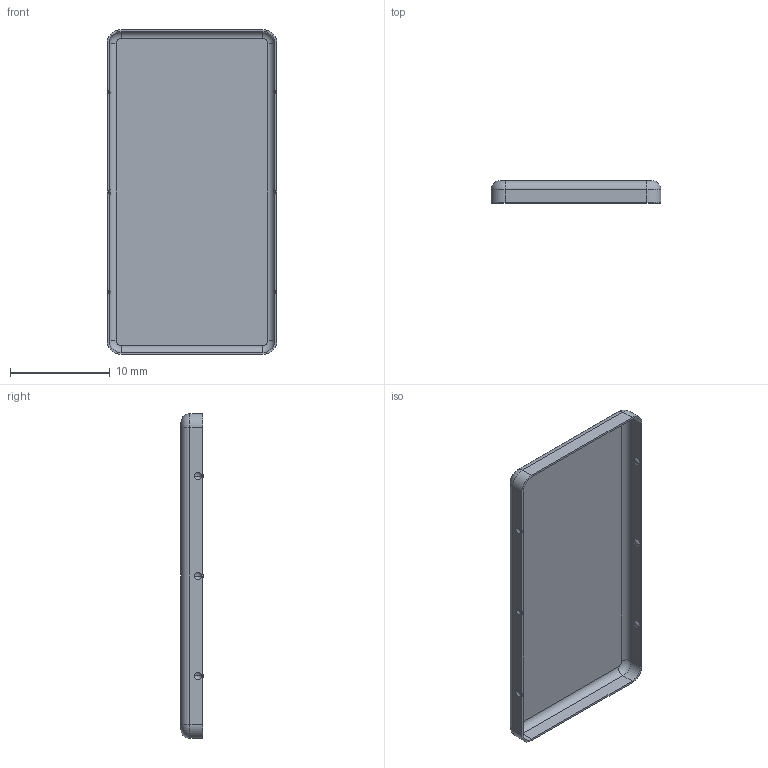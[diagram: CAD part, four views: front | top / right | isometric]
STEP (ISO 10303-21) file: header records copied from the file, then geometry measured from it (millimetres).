
FILE_DESCRIPTION (( 'STEP AP203' ), '1' );
FILE_NAME ('MS321-10C.step', '2020-11-12T06:32:30', ( '' ), ( '' ), 'SwSTEP 2.0', 'SolidWorks 2018', '' );
FILE_SCHEMA (( 'CONFIG_CONTROL_DESIGN' ));
Length unit declared in the file: millimetre
Products named in the file (1): MS321-10C
Bounding box: 17 x 2.23 x 32.5 mm (x, y, z)
Volume: 142 mm3; surface area: 1439.6 mm2
Topology: 1 solids, 1 shells, 84 faces, 172 edges, 108 vertices
Faces by surface type: sphere 36, plane 18, cylinder 16, torus 8, cone 6
Entity records: 2349 total; most frequent: DIRECTION 454, CARTESIAN_POINT 395, ORIENTED_EDGE 344, AXIS2_PLACEMENT_3D 203, EDGE_CURVE 172, CIRCLE 118, VERTEX_POINT 108, EDGE_LOOP 102
